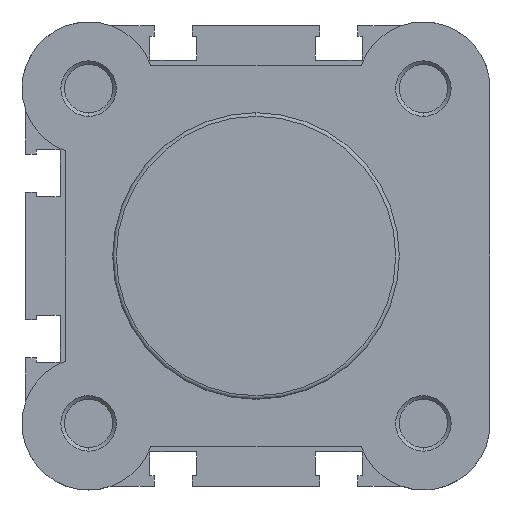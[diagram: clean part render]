
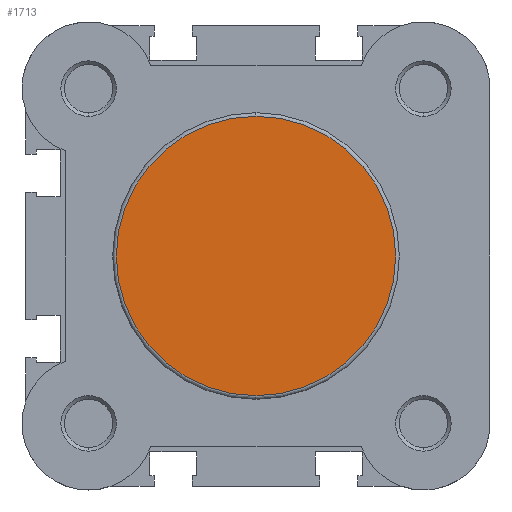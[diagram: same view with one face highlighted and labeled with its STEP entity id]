
A CAD part, left-side view. The second image highlights one B-rep face of the part: STEP entity #1713.
In plain terms, the highlighted planar face has unit normal (-1, 0, 0).
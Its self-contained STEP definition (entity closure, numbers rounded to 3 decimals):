
#96 = CIRCLE ( 'NONE', #1520, 19.4 ) ;
#748 = EDGE_CURVE ( 'NONE', #5026, #5027, #1892, .T. ) ;
#1196 = AXIS2_PLACEMENT_3D ( 'NONE', #5197, #5198, #5199 ) ;
#1307 = AXIS2_PLACEMENT_3D ( 'NONE', #5581, #5583, #5584 ) ;
#1520 = AXIS2_PLACEMENT_3D ( 'NONE', #3853, #3856, #3857 ) ;
#1713 = ADVANCED_FACE ( 'NONE', ( #2112 ), #5582, .F. ) ;
#1892 = CIRCLE ( 'NONE', #1196, 19.4 ) ;
#2112 = FACE_OUTER_BOUND ( 'NONE', #4662, .T. ) ;
#3185 = CARTESIAN_POINT ( 'NONE',  ( 0., 0., 19.4 ) ) ;
#3186 = CARTESIAN_POINT ( 'NONE',  ( 0., 0., -19.4 ) ) ;
#3853 = CARTESIAN_POINT ( 'NONE',  ( 0., 0., 0. ) ) ;
#3856 = DIRECTION ( 'NONE',  ( -1., 0., 0. ) ) ;
#3857 = DIRECTION ( 'NONE',  ( 0., 0., -1. ) ) ;
#4491 = ORIENTED_EDGE ( 'NONE', *, *, #6327, .T. ) ;
#4492 = ORIENTED_EDGE ( 'NONE', *, *, #748, .T. ) ;
#4662 = EDGE_LOOP ( 'NONE', ( #4491, #4492 ) ) ;
#5026 = VERTEX_POINT ( 'NONE', #3185 ) ;
#5027 = VERTEX_POINT ( 'NONE', #3186 ) ;
#5197 = CARTESIAN_POINT ( 'NONE',  ( 0., 0., 0. ) ) ;
#5198 = DIRECTION ( 'NONE',  ( -1., 0., 0. ) ) ;
#5199 = DIRECTION ( 'NONE',  ( 0., 0., -1. ) ) ;
#5581 = CARTESIAN_POINT ( 'NONE',  ( 0., 19.9, 0. ) ) ;
#5582 = PLANE ( 'NONE',  #1307 ) ;
#5583 = DIRECTION ( 'NONE',  ( 1., 0., 0. ) ) ;
#5584 = DIRECTION ( 'NONE',  ( 0., 0., -1. ) ) ;
#6327 = EDGE_CURVE ( 'NONE', #5027, #5026, #96, .T. ) ;
